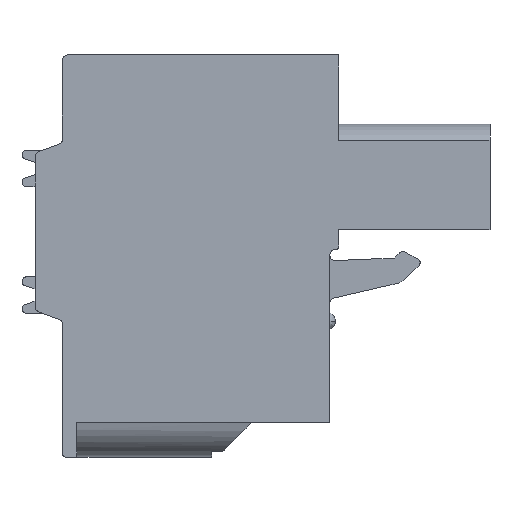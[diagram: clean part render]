
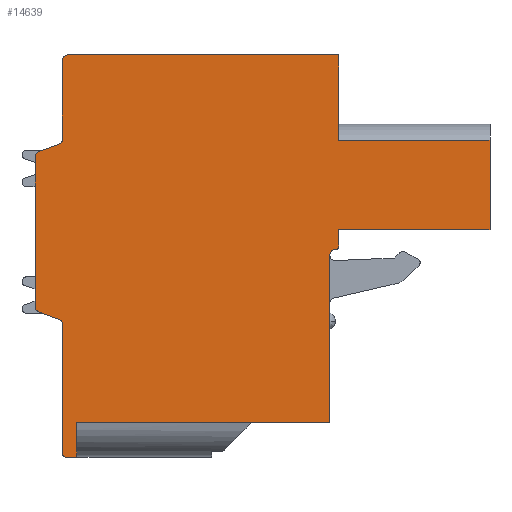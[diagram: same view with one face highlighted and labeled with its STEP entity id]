
A CAD part, front view. The second image highlights one B-rep face of the part: STEP entity #14639.
In plain terms, the highlighted planar face has unit normal (0, -1, 0).
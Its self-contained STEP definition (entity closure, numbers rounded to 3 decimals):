
#1319=DIRECTION('',(0.,0.,1.));
#1320=VECTOR('',#1319,4.7);
#1321=CARTESIAN_POINT('',(4.181,-55.78,6.775));
#1322=LINE('',#1321,#1320);
#1421=DIRECTION('',(-1.,0.,0.));
#1422=VECTOR('',#1421,8.3);
#1423=CARTESIAN_POINT('',(12.481,-55.78,6.775));
#1424=LINE('',#1423,#1422);
#1425=DIRECTION('',(0.,0.,-1.));
#1426=VECTOR('',#1425,4.9);
#1427=CARTESIAN_POINT('',(12.481,-55.78,6.775));
#1428=LINE('',#1427,#1426);
#1429=DIRECTION('',(-1.,0.,0.));
#1430=VECTOR('',#1429,8.3);
#1431=CARTESIAN_POINT('',(12.481,-55.78,1.875));
#1432=LINE('',#1431,#1430);
#1433=DIRECTION('',(0.,0.,-1.));
#1434=VECTOR('',#1433,0.901);
#1435=CARTESIAN_POINT('',(4.181,-55.78,1.875));
#1436=LINE('',#1435,#1434);
#1437=CARTESIAN_POINT('',(3.981,-55.78,0.974));
#1438=DIRECTION('',(0.,1.,0.));
#1439=DIRECTION('',(1.,0.,0.));
#1440=AXIS2_PLACEMENT_3D('',#1437,#1438,#1439);
#1442=CARTESIAN_POINT('',(3.981,-55.78,0.474));
#1443=DIRECTION('',(0.,-1.,0.));
#1444=DIRECTION('',(0.,0.,1.));
#1445=AXIS2_PLACEMENT_3D('',#1442,#1443,#1444);
#1447=DIRECTION('',(-1.,0.,0.));
#1448=VECTOR('',#1447,13.9);
#1449=CARTESIAN_POINT('',(3.681,-55.78,-8.725));
#1450=LINE('',#1449,#1448);
#1451=DIRECTION('',(0.,0.,-1.));
#1452=VECTOR('',#1451,1.9);
#1453=CARTESIAN_POINT('',(-10.219,-55.78,-8.725));
#1454=LINE('',#1453,#1452);
#1455=DIRECTION('',(-1.,0.,0.));
#1456=VECTOR('',#1455,0.6);
#1457=CARTESIAN_POINT('',(-10.219,-55.78,-10.625));
#1458=LINE('',#1457,#1456);
#1459=CARTESIAN_POINT('',(-10.819,-55.78,-10.425));
#1460=DIRECTION('',(0.,1.,0.));
#1461=DIRECTION('',(0.,0.,-1.));
#1462=AXIS2_PLACEMENT_3D('',#1459,#1460,#1461);
#1464=DIRECTION('',(0.,0.,1.));
#1465=VECTOR('',#1464,7.095);
#1466=CARTESIAN_POINT('',(-11.019,-55.78,-10.425));
#1467=LINE('',#1466,#1465);
#1468=CARTESIAN_POINT('',(-11.319,-55.78,-3.33));
#1469=DIRECTION('',(0.,-1.,0.));
#1470=DIRECTION('',(1.,0.,0.));
#1471=AXIS2_PLACEMENT_3D('',#1468,#1469,#1470);
#1473=DIRECTION('',(-0.94,0.,0.342));
#1474=VECTOR('',#1473,1.176);
#1475=CARTESIAN_POINT('',(-11.216,-55.78,-3.048));
#1476=LINE('',#1475,#1474);
#1477=CARTESIAN_POINT('',(-12.219,-55.78,-2.364));
#1478=DIRECTION('',(0.,1.,0.));
#1479=DIRECTION('',(-0.342,0.,-0.94));
#1480=AXIS2_PLACEMENT_3D('',#1477,#1478,#1479);
#1482=DIRECTION('',(0.,0.,1.));
#1483=VECTOR('',#1482,8.238);
#1484=CARTESIAN_POINT('',(-12.519,-55.78,-2.364));
#1485=LINE('',#1484,#1483);
#1486=CARTESIAN_POINT('',(-12.219,-55.78,5.874));
#1487=DIRECTION('',(0.,1.,0.));
#1488=DIRECTION('',(-1.,0.,0.));
#1489=AXIS2_PLACEMENT_3D('',#1486,#1487,#1488);
#1491=DIRECTION('',(0.94,0.,0.342));
#1492=VECTOR('',#1491,1.176);
#1493=CARTESIAN_POINT('',(-12.321,-55.78,6.156));
#1494=LINE('',#1493,#1492);
#1495=CARTESIAN_POINT('',(-11.319,-55.78,6.84));
#1496=DIRECTION('',(0.,-1.,0.));
#1497=DIRECTION('',(0.342,0.,-0.94));
#1498=AXIS2_PLACEMENT_3D('',#1495,#1496,#1497);
#1500=DIRECTION('',(0.,0.,1.));
#1501=VECTOR('',#1500,4.335);
#1502=CARTESIAN_POINT('',(-11.019,-55.78,6.84));
#1503=LINE('',#1502,#1501);
#1504=CARTESIAN_POINT('',(-10.719,-55.78,11.175));
#1505=DIRECTION('',(0.,1.,0.));
#1506=DIRECTION('',(-1.,0.,0.));
#1507=AXIS2_PLACEMENT_3D('',#1504,#1505,#1506);
#1509=DIRECTION('',(1.,0.,0.));
#1510=VECTOR('',#1509,14.9);
#1511=CARTESIAN_POINT('',(-10.719,-55.78,11.475));
#1512=LINE('',#1511,#1510);
#2155=DIRECTION('',(0.,0.,1.));
#2156=VECTOR('',#2155,9.199);
#2157=CARTESIAN_POINT('',(3.681,-55.78,-8.725));
#2158=LINE('',#2157,#2156);
#10407=CARTESIAN_POINT('',(-12.519,-55.78,-2.364));
#10408=CARTESIAN_POINT('',(-12.519,-55.78,5.874));
#10409=VERTEX_POINT('',#10407);
#10410=VERTEX_POINT('',#10408);
#10411=CARTESIAN_POINT('',(-12.321,-55.78,6.156));
#10412=VERTEX_POINT('',#10411);
#10413=CARTESIAN_POINT('',(-11.216,-55.78,6.558));
#10414=VERTEX_POINT('',#10413);
#10415=CARTESIAN_POINT('',(-11.019,-55.78,6.84));
#10416=VERTEX_POINT('',#10415);
#10417=CARTESIAN_POINT('',(-11.019,-55.78,11.175));
#10418=VERTEX_POINT('',#10417);
#10419=CARTESIAN_POINT('',(-10.719,-55.78,11.475));
#10420=VERTEX_POINT('',#10419);
#10421=CARTESIAN_POINT('',(4.181,-55.78,11.475));
#10422=VERTEX_POINT('',#10421);
#10423=CARTESIAN_POINT('',(3.681,-55.78,-8.725));
#10424=CARTESIAN_POINT('',(-10.219,-55.78,-8.725));
#10425=VERTEX_POINT('',#10423);
#10426=VERTEX_POINT('',#10424);
#10427=CARTESIAN_POINT('',(-10.219,-55.78,-10.625));
#10428=VERTEX_POINT('',#10427);
#10429=CARTESIAN_POINT('',(-10.819,-55.78,-10.625));
#10430=VERTEX_POINT('',#10429);
#10431=CARTESIAN_POINT('',(-11.019,-55.78,-10.425));
#10432=VERTEX_POINT('',#10431);
#10433=CARTESIAN_POINT('',(-11.019,-55.78,-3.33));
#10434=VERTEX_POINT('',#10433);
#10435=CARTESIAN_POINT('',(-11.216,-55.78,-3.048));
#10436=VERTEX_POINT('',#10435);
#10437=CARTESIAN_POINT('',(-12.321,-55.78,-2.646));
#10438=VERTEX_POINT('',#10437);
#10449=CARTESIAN_POINT('',(4.181,-55.78,0.974));
#10450=CARTESIAN_POINT('',(3.981,-55.78,0.774));
#10451=VERTEX_POINT('',#10449);
#10452=VERTEX_POINT('',#10450);
#10453=CARTESIAN_POINT('',(4.181,-55.78,1.875));
#10454=VERTEX_POINT('',#10453);
#10455=CARTESIAN_POINT('',(3.681,-55.78,0.474));
#10456=VERTEX_POINT('',#10455);
#10457=CARTESIAN_POINT('',(12.481,-55.78,1.875));
#10458=VERTEX_POINT('',#10457);
#11692=CARTESIAN_POINT('',(4.181,-55.78,6.775));
#11694=VERTEX_POINT('',#11692);
#11697=CARTESIAN_POINT('',(12.481,-55.78,6.775));
#11698=VERTEX_POINT('',#11697);
#14589=CARTESIAN_POINT('',(0.,-55.78,0.));
#14590=DIRECTION('',(0.,1.,0.));
#14591=DIRECTION('',(1.,0.,0.));
#14592=AXIS2_PLACEMENT_3D('',#14589,#14590,#14591);
#14593=PLANE('',#14592);
#14594=ORIENTED_EDGE('',*,*,#14528,.F.);
#14595=ORIENTED_EDGE('',*,*,#13741,.T.);
#14597=ORIENTED_EDGE('',*,*,#14596,.T.);
#14599=ORIENTED_EDGE('',*,*,#14598,.T.);
#14601=ORIENTED_EDGE('',*,*,#14600,.T.);
#14603=ORIENTED_EDGE('',*,*,#14602,.T.);
#14605=ORIENTED_EDGE('',*,*,#14604,.F.);
#14607=ORIENTED_EDGE('',*,*,#14606,.T.);
#14609=ORIENTED_EDGE('',*,*,#14608,.T.);
#14611=ORIENTED_EDGE('',*,*,#14610,.T.);
#14613=ORIENTED_EDGE('',*,*,#14612,.T.);
#14615=ORIENTED_EDGE('',*,*,#14614,.T.);
#14617=ORIENTED_EDGE('',*,*,#14616,.T.);
#14619=ORIENTED_EDGE('',*,*,#14618,.T.);
#14621=ORIENTED_EDGE('',*,*,#14620,.T.);
#14623=ORIENTED_EDGE('',*,*,#14622,.T.);
#14625=ORIENTED_EDGE('',*,*,#14624,.T.);
#14627=ORIENTED_EDGE('',*,*,#14626,.T.);
#14629=ORIENTED_EDGE('',*,*,#14628,.T.);
#14631=ORIENTED_EDGE('',*,*,#14630,.T.);
#14633=ORIENTED_EDGE('',*,*,#14632,.T.);
#14635=ORIENTED_EDGE('',*,*,#14634,.T.);
#14636=ORIENTED_EDGE('',*,*,#14542,.F.);
#14637=EDGE_LOOP('',(#14594,#14595,#14597,#14599,#14601,#14603,#14605,#14607,
#14609,#14611,#14613,#14615,#14617,#14619,#14621,#14623,#14625,#14627,#14629,
#14631,#14633,#14635,#14636));
#14638=FACE_OUTER_BOUND('',#14637,.F.);
#14639=ADVANCED_FACE('',(#14638),#14593,.F.);
#1441=CIRCLE('',#1440,0.2);
#1446=CIRCLE('',#1445,0.3);
#1463=CIRCLE('',#1462,0.2);
#1472=CIRCLE('',#1471,0.3);
#1481=CIRCLE('',#1480,0.3);
#1490=CIRCLE('',#1489,0.3);
#1499=CIRCLE('',#1498,0.3);
#1508=CIRCLE('',#1507,0.3);
#13741=EDGE_CURVE('',#11698,#10458,#1428,.T.);
#14528=EDGE_CURVE('',#11698,#11694,#1424,.T.);
#14542=EDGE_CURVE('',#11694,#10422,#1322,.T.);
#14596=EDGE_CURVE('',#10458,#10454,#1432,.T.);
#14598=EDGE_CURVE('',#10454,#10451,#1436,.T.);
#14600=EDGE_CURVE('',#10451,#10452,#1441,.T.);
#14602=EDGE_CURVE('',#10452,#10456,#1446,.T.);
#14604=EDGE_CURVE('',#10425,#10456,#2158,.T.);
#14606=EDGE_CURVE('',#10425,#10426,#1450,.T.);
#14608=EDGE_CURVE('',#10426,#10428,#1454,.T.);
#14610=EDGE_CURVE('',#10428,#10430,#1458,.T.);
#14612=EDGE_CURVE('',#10430,#10432,#1463,.T.);
#14614=EDGE_CURVE('',#10432,#10434,#1467,.T.);
#14616=EDGE_CURVE('',#10434,#10436,#1472,.T.);
#14618=EDGE_CURVE('',#10436,#10438,#1476,.T.);
#14620=EDGE_CURVE('',#10438,#10409,#1481,.T.);
#14622=EDGE_CURVE('',#10409,#10410,#1485,.T.);
#14624=EDGE_CURVE('',#10410,#10412,#1490,.T.);
#14626=EDGE_CURVE('',#10412,#10414,#1494,.T.);
#14628=EDGE_CURVE('',#10414,#10416,#1499,.T.);
#14630=EDGE_CURVE('',#10416,#10418,#1503,.T.);
#14632=EDGE_CURVE('',#10418,#10420,#1508,.T.);
#14634=EDGE_CURVE('',#10420,#10422,#1512,.T.);
